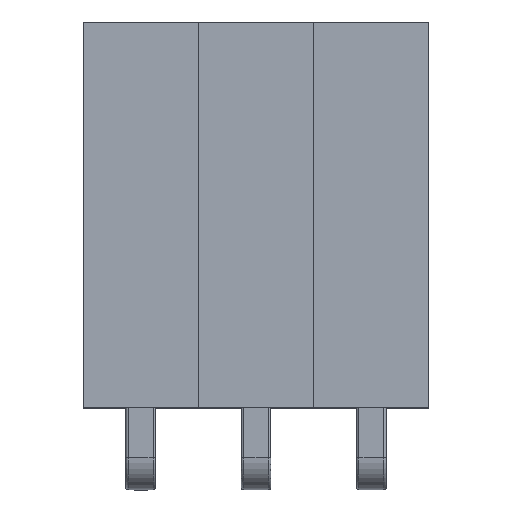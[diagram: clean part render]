
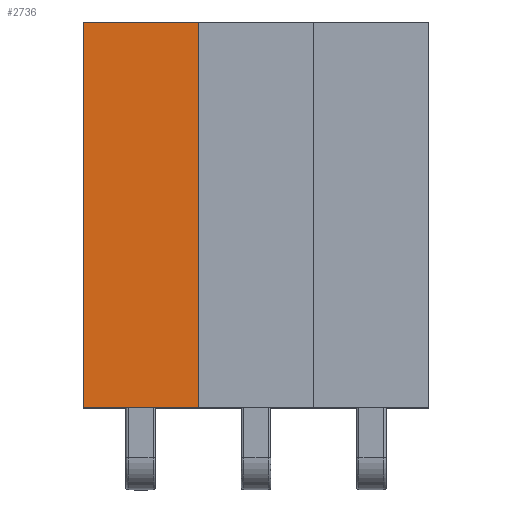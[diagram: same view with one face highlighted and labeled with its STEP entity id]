
A CAD part, top view. The second image highlights one B-rep face of the part: STEP entity #2736.
In plain terms, the highlighted planar face has unit normal (0, 0, 1).
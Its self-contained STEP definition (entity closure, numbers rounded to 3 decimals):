
#124=PLANE('',#3116);
#304=FACE_OUTER_BOUND('',#472,.T.);
#472=EDGE_LOOP('',(#2325,#2326,#2327,#2328));
#515=LINE('',#4110,#713);
#520=LINE('',#4120,#718);
#653=LINE('',#4763,#851);
#671=LINE('',#4844,#869);
#713=VECTOR('',#3248,10.);
#718=VECTOR('',#3257,10.);
#851=VECTOR('',#3854,10.);
#869=VECTOR('',#3970,10.);
#1062=VERTEX_POINT('',#4107);
#1063=VERTEX_POINT('',#4109);
#1066=VERTEX_POINT('',#4119);
#1216=VERTEX_POINT('',#4762);
#1293=EDGE_CURVE('',#1063,#1062,#515,.T.);
#1298=EDGE_CURVE('',#1063,#1066,#520,.T.);
#1559=EDGE_CURVE('',#1066,#1216,#653,.T.);
#1599=EDGE_CURVE('',#1062,#1216,#671,.T.);
#2325=ORIENTED_EDGE('',*,*,#1293,.T.);
#2326=ORIENTED_EDGE('',*,*,#1599,.T.);
#2327=ORIENTED_EDGE('',*,*,#1559,.F.);
#2328=ORIENTED_EDGE('',*,*,#1298,.F.);
#2736=ADVANCED_FACE('',(#304),#124,.T.);
#3116=AXIS2_PLACEMENT_3D('',#4843,#3968,#3969);
#3248=DIRECTION('',(1.,0.,0.));
#3257=DIRECTION('',(0.,1.,0.));
#3854=DIRECTION('',(1.,0.,0.));
#3968=DIRECTION('center_axis',(0.,0.,
1.));
#3969=DIRECTION('ref_axis',(1.,0.,0.));
#3970=DIRECTION('',(0.,1.,0.));
#4107=CARTESIAN_POINT('',(1.27,1.6,2.54));
#4109=CARTESIAN_POINT('',(-1.27,1.6,2.54));
#4110=CARTESIAN_POINT('',(-1.27,1.6,2.54));
#4119=CARTESIAN_POINT('',(-1.27,10.1,2.54));
#4120=CARTESIAN_POINT('',(-1.27,1.6,2.54));
#4762=CARTESIAN_POINT('',(1.27,10.1,2.54));
#4763=CARTESIAN_POINT('',(-1.27,10.1,2.54));
#4843=CARTESIAN_POINT('Origin',(-1.27,1.6,2.54));
#4844=CARTESIAN_POINT('',(1.27,1.6,2.54));
